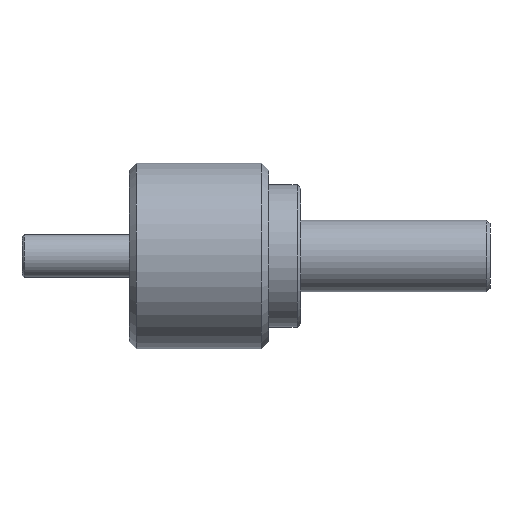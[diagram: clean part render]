
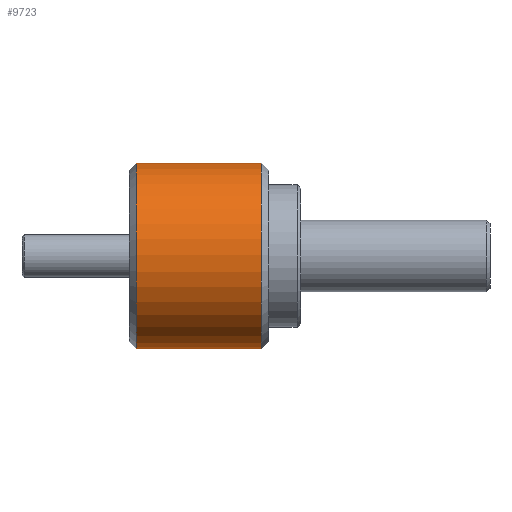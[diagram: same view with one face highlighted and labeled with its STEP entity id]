
A CAD part, front view. The second image highlights one B-rep face of the part: STEP entity #9723.
In plain terms, the highlighted cylindrical face has radius 13 mm (diameter 26 mm), a full revolution.
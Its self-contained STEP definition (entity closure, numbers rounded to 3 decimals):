
#915 = CARTESIAN_POINT ( 'NONE',  ( 34.5, 0., 0. ) ) ;
#1046 = CYLINDRICAL_SURFACE ( 'NONE', #14227, 13. ) ;
#1349 = DIRECTION ( 'NONE',  ( 0., 0.168, -0.986 ) ) ;
#1554 = DIRECTION ( 'NONE',  ( 1., 0., 0. ) ) ;
#4243 = EDGE_CURVE ( 'NONE', #15062, #15062, #19417, .T. ) ;
#7003 = CIRCLE ( 'NONE', #21039, 13. ) ;
#7369 = CARTESIAN_POINT ( 'NONE',  ( 33.5, 0., 0. ) ) ;
#9095 = DIRECTION ( 'NONE',  ( 1., 0., 0. ) ) ;
#9511 = EDGE_CURVE ( 'NONE', #24333, #24333, #7003, .T. ) ;
#9723 = ADVANCED_FACE ( 'NONE', ( #22385, #12851 ), #1046, .T. ) ;
#12727 = DIRECTION ( 'NONE',  ( 0., 0.168, -0.986 ) ) ;
#12851 = FACE_OUTER_BOUND ( 'NONE', #24289, .T. ) ;
#14227 = AXIS2_PLACEMENT_3D ( 'NONE', #915, #9095, #12727 ) ;
#14815 = CARTESIAN_POINT ( 'NONE',  ( 33.5, 2.179, -12.816 ) ) ;
#14934 = CARTESIAN_POINT ( 'NONE',  ( 16., 2.179, -12.816 ) ) ;
#15062 = VERTEX_POINT ( 'NONE', #14934 ) ;
#16441 = ORIENTED_EDGE ( 'NONE', *, *, #4243, .T. ) ;
#16627 = AXIS2_PLACEMENT_3D ( 'NONE', #18775, #1554, #18892 ) ;
#18562 = DIRECTION ( 'NONE',  ( 1., 0., 0. ) ) ;
#18775 = CARTESIAN_POINT ( 'NONE',  ( 16., 0., 0. ) ) ;
#18892 = DIRECTION ( 'NONE',  ( 0., 0.168, -0.986 ) ) ;
#19417 = CIRCLE ( 'NONE', #16627, 13. ) ;
#21039 = AXIS2_PLACEMENT_3D ( 'NONE', #7369, #18562, #1349 ) ;
#22385 = FACE_OUTER_BOUND ( 'NONE', #24524, .T. ) ;
#22611 = ORIENTED_EDGE ( 'NONE', *, *, #9511, .F. ) ;
#24289 = EDGE_LOOP ( 'NONE', ( #16441 ) ) ;
#24333 = VERTEX_POINT ( 'NONE', #14815 ) ;
#24524 = EDGE_LOOP ( 'NONE', ( #22611 ) ) ;
